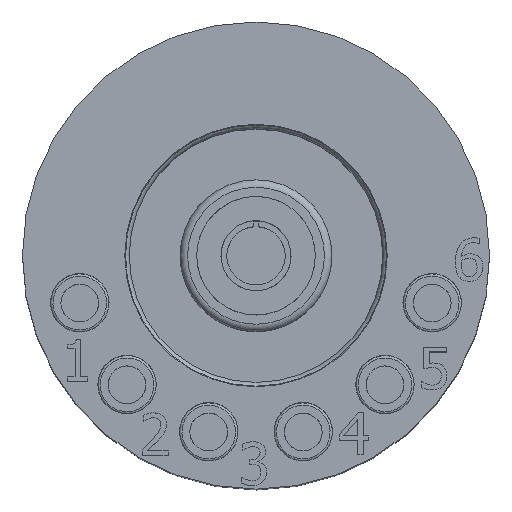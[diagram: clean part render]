
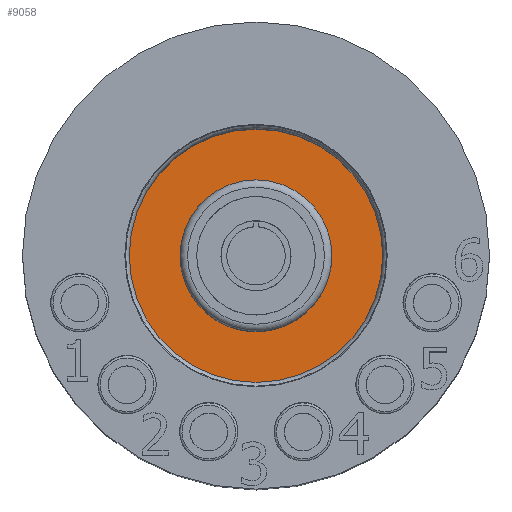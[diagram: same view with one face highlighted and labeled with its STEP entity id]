
A CAD part, top view. The second image highlights one B-rep face of the part: STEP entity #9058.
In plain terms, the highlighted planar face has unit normal (0, 0, 1).
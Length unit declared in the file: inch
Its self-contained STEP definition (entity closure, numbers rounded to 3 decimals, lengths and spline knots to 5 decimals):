
#511=FACE_BOUND($,#2378,.T.);
#801=CIRCLE($,#9738,0.278);
#815=CIRCLE($,#9763,0.1625);
#1276=PLANE($,#9770);
#1678=FACE_OUTER_BOUND($,#2377,.T.);
#2377=EDGE_LOOP($,(#7205));
#2378=EDGE_LOOP($,(#7206));
#4445=VERTEX_POINT($,#17231);
#4459=VERTEX_POINT($,#17270);
#5508=EDGE_CURVE($,#4445,#4445,#801,.T.);
#5522=EDGE_CURVE($,#4459,#4459,#815,.T.);
#7205=ORIENTED_EDGE($,*,*,#5508,.T.);
#7206=ORIENTED_EDGE($,*,*,#5522,.T.);
#9058=ADVANCED_FACE($,(#1678,#511),#1276,.T.);
#9738=AXIS2_PLACEMENT_3D($,#17232,#11242,#11243);
#9763=AXIS2_PLACEMENT_3D($,#17271,#11292,#11293);
#9770=AXIS2_PLACEMENT_3D($,#17278,#11306,#11307);
#11242=DIRECTION('center_axis',(0.,0.,1.));
#11243=DIRECTION('ref_axis',(1.,0.,0.));
#11292=DIRECTION('center_axis',(0.,0.,-1.));
#11293=DIRECTION('ref_axis',(-1.,0.,0.));
#11306=DIRECTION('center_axis',(0.,0.,1.));
#11307=DIRECTION('ref_axis',(1.,0.,0.));
#17231=CARTESIAN_POINT('',(0.278,0.,0.469));
#17232=CARTESIAN_POINT('Origin',(0.,0.,0.469));
#17270=CARTESIAN_POINT('',(-0.1625,0.,0.469));
#17271=CARTESIAN_POINT('Origin',(0.,0.,0.469));
#17278=CARTESIAN_POINT('Origin',(0.,0.281,0.469));
